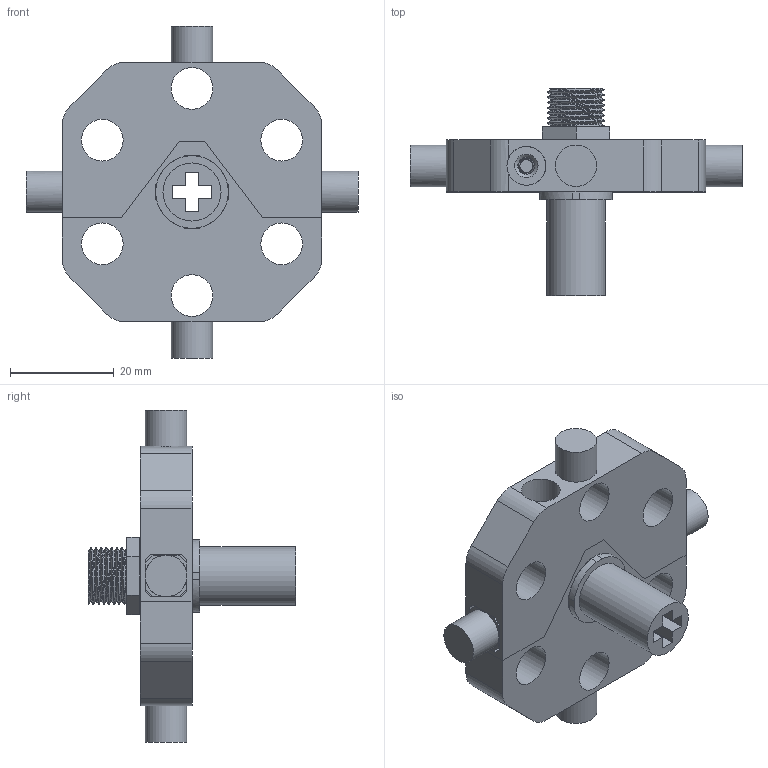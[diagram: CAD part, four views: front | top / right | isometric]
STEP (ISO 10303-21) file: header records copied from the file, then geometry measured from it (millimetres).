
FILE_DESCRIPTION(/* description */ (''),/* implementation_level */ '2;1');
FILE_NAME(/* name */ 'CAD_4_fluegel_aufnahme.step',/* time_stamp */ '2020-12-20T23:51:05+01:00',/* author */ (''),/* organization */ (''),/* preprocessor_version */ 'ST-DEVELOPER v18.1',/* originating_system */ 'Autodesk Translation Framework v9.7.1.1290',/* authorisation */ '');
FILE_SCHEMA (('AUTOMOTIVE_DESIGN { 1 0 10303 214 3 1 1 }'));
Length unit declared in the file: millimetre
Products named in the file (1): windrad aufnahme für 4 flügel
Bounding box: 64 x 40 x 64 mm (x, y, z)
Volume: 20573.6 mm3; surface area: 15891.7 mm2
Topology: 6 solids, 10 shells, 705 faces, 2027 edges, 1335 vertices
Faces by surface type: plane 274, cylinder 266, bspline 130, cone 35
Full cylindrical faces by diameter (mm): 2.529 x20, 3.086 x13, 3.3 x1, 3.4 x1, 7.5 x2, 8 x3, 8.05 x6, 9.744 x12, 10.036 x1, 10.884 x11, 11.147 x2, 11.2 x1, 11.44 x1
Entity records: 36984 total; most frequent: CARTESIAN_POINT 20173, ORIENTED_EDGE 4054, DIRECTION 2681, EDGE_CURVE 2027, VERTEX_POINT 1335, LINE 943, VECTOR 943, AXIS2_PLACEMENT_3D 869
